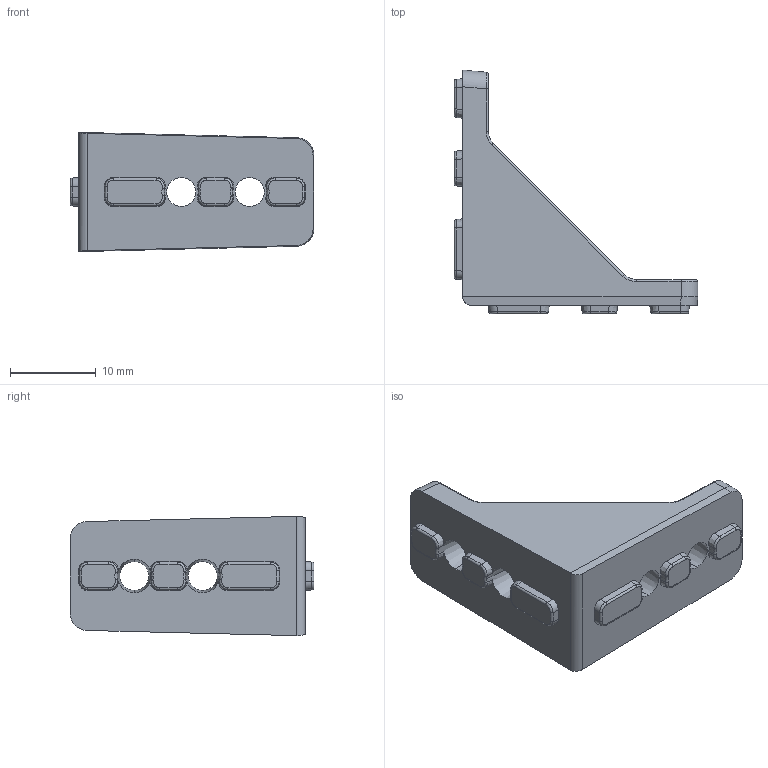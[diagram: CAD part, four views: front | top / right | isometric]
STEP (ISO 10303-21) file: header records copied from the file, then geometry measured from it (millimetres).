
FILE_DESCRIPTION (( 'STEP AP214' ), '1' );
FILE_NAME ('REV Robotics-REV-41-1320.STEP', '2020-09-28T16:03:12', ( '' ), ( '' ), 'SwSTEP 2.0', 'SolidWorks 2020', '' );
FILE_SCHEMA (( 'AUTOMOTIVE_DESIGN' ));
Length unit declared in the file: inch
Products named in the file (1): REV Robotics-REV-41-1320
Bounding box: 28.5 x 28.5 x 13.95 mm (x, y, z)
Volume: 2477.6 mm3; surface area: 2326.1 mm2
Topology: 1 solids, 1 shells, 166 faces, 406 edges, 240 vertices
Faces by surface type: bspline 56, cylinder 50, plane 37, cone 12, torus 9, sphere 2
Entity records: 7293 total; most frequent: CARTESIAN_POINT 3951, ORIENTED_EDGE 804, DIRECTION 470, EDGE_CURVE 402, VERTEX_POINT 240, B_SPLINE_CURVE_WITH_KNOTS 189, EDGE_LOOP 176, FACE_OUTER_BOUND 166
